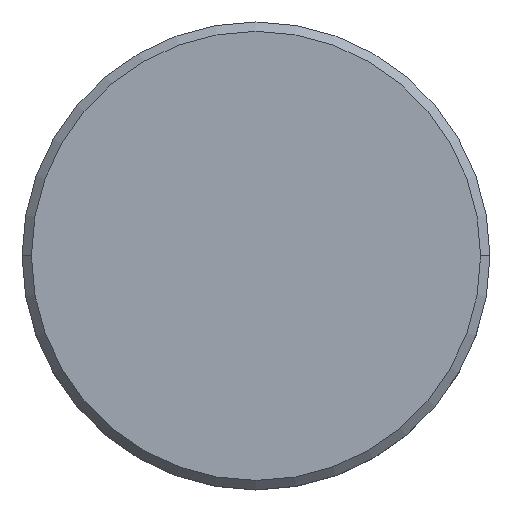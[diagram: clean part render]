
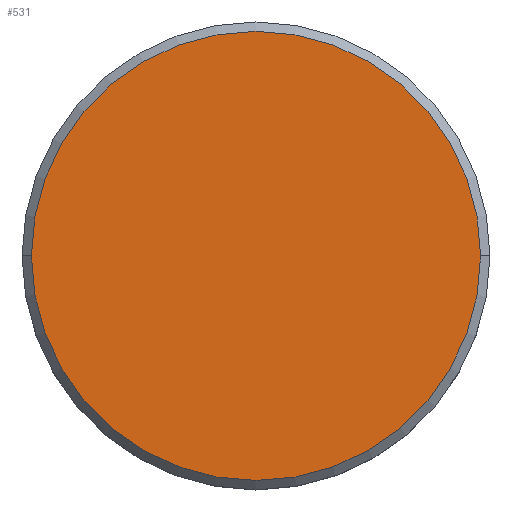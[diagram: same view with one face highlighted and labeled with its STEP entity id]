
A CAD part, top view. The second image highlights one B-rep face of the part: STEP entity #531.
In plain terms, the highlighted planar face has unit normal (0, 0, 1).
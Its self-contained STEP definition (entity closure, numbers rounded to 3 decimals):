
#155 = CARTESIAN_POINT ( 'NONE',  ( 0., 0., 0. ) ) ;
#185 = VERTEX_POINT ( 'NONE', #233 ) ;
#233 = CARTESIAN_POINT ( 'NONE',  ( 12., 0., 0. ) ) ;
#250 = CIRCLE ( 'NONE', #847, 12. ) ;
#390 = ORIENTED_EDGE ( 'NONE', *, *, #670, .T. ) ;
#405 = DIRECTION ( 'NONE',  ( 0., 0., 1. ) ) ;
#417 = DIRECTION ( 'NONE',  ( 1., 0., 0. ) ) ;
#483 = DIRECTION ( 'NONE',  ( 0., 0., 1. ) ) ;
#509 = CIRCLE ( 'NONE', #705, 12. ) ;
#531 = ADVANCED_FACE ( 'NONE', ( #1043 ), #768, .T. ) ;
#607 = CARTESIAN_POINT ( 'NONE',  ( -12., 0., 0. ) ) ;
#645 = AXIS2_PLACEMENT_3D ( 'NONE', #1060, #405, #417 ) ;
#655 = VERTEX_POINT ( 'NONE', #607 ) ;
#670 = EDGE_CURVE ( 'NONE', #655, #185, #250, .T. ) ;
#705 = AXIS2_PLACEMENT_3D ( 'NONE', #155, #483, #1161 ) ;
#768 = PLANE ( 'NONE',  #645 ) ;
#819 = EDGE_CURVE ( 'NONE', #185, #655, #509, .T. ) ;
#847 = AXIS2_PLACEMENT_3D ( 'NONE', #1173, #1003, #908 ) ;
#908 = DIRECTION ( 'NONE',  ( 1., 0., 0. ) ) ;
#970 = ORIENTED_EDGE ( 'NONE', *, *, #819, .T. ) ;
#1003 = DIRECTION ( 'NONE',  ( 0., 0., 1. ) ) ;
#1023 = EDGE_LOOP ( 'NONE', ( #390, #970 ) ) ;
#1043 = FACE_OUTER_BOUND ( 'NONE', #1023, .T. ) ;
#1060 = CARTESIAN_POINT ( 'NONE',  ( 0., 0., 0. ) ) ;
#1161 = DIRECTION ( 'NONE',  ( 1., 0., 0. ) ) ;
#1173 = CARTESIAN_POINT ( 'NONE',  ( 0., 0., 0. ) ) ;
